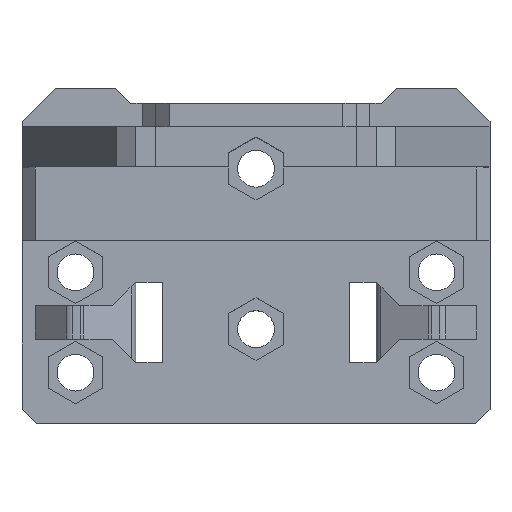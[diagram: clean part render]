
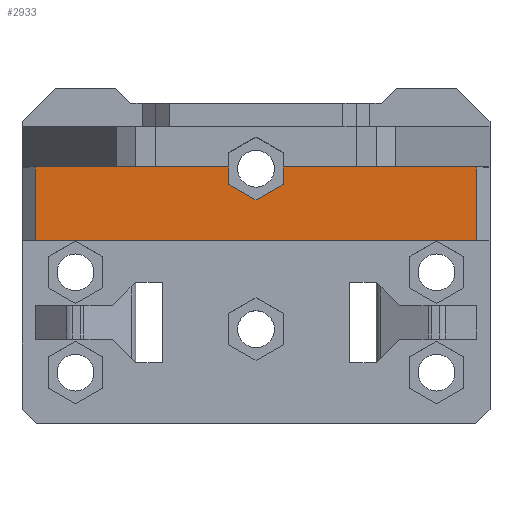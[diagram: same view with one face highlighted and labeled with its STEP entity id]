
A CAD part, top view. The second image highlights one B-rep face of the part: STEP entity #2933.
In plain terms, the highlighted planar face has unit normal (0, 0, 1).
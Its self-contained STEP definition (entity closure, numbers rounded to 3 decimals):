
#1472 = EDGE_CURVE('',#1473,#1475,#1477,.T.);
#1473 = VERTEX_POINT('',#1474);
#1474 = CARTESIAN_POINT('',(-33.,-22.75,7.75));
#1475 = VERTEX_POINT('',#1476);
#1476 = CARTESIAN_POINT('',(33.,-22.75,7.75));
#1477 = LINE('',#1478,#1479);
#1478 = CARTESIAN_POINT('',(-35.,-22.75,7.75));
#1479 = VECTOR('',#1480,1.);
#1480 = DIRECTION('',(1.,0.,0.));
#1529 = EDGE_CURVE('',#1475,#1530,#1532,.T.);
#1530 = VERTEX_POINT('',#1531);
#1531 = CARTESIAN_POINT('',(33.,-11.75,7.75));
#1532 = LINE('',#1533,#1534);
#1533 = CARTESIAN_POINT('',(33.,-22.75,7.75));
#1534 = VECTOR('',#1535,1.);
#1535 = DIRECTION('',(0.,1.,0.));
#1974 = EDGE_CURVE('',#1530,#1975,#1977,.T.);
#1975 = VERTEX_POINT('',#1976);
#1976 = CARTESIAN_POINT('',(4.05,-11.75,7.75));
#1977 = LINE('',#1978,#1979);
#1978 = CARTESIAN_POINT('',(35.,-11.75,7.75));
#1979 = VECTOR('',#1980,1.);
#1980 = DIRECTION('',(-1.,0.,0.));
#2211 = EDGE_CURVE('',#2212,#1975,#2214,.T.);
#2212 = VERTEX_POINT('',#2213);
#2213 = CARTESIAN_POINT('',(4.05,-14.338,7.75));
#2214 = LINE('',#2215,#2216);
#2215 = CARTESIAN_POINT('',(4.05,-15.794,7.75));
#2216 = VECTOR('',#2217,1.);
#2217 = DIRECTION('',(0.,1.,0.));
#2370 = VERTEX_POINT('',#2371);
#2371 = CARTESIAN_POINT('',(-4.05,-14.338,7.75));
#2377 = EDGE_CURVE('',#2378,#2370,#2380,.T.);
#2378 = VERTEX_POINT('',#2379);
#2379 = CARTESIAN_POINT('',(-4.05,-11.75,7.75));
#2380 = LINE('',#2381,#2382);
#2381 = CARTESIAN_POINT('',(-4.05,-13.456,7.75));
#2382 = VECTOR('',#2383,1.);
#2383 = DIRECTION('',(0.,-1.,0.));
#2933 = ADVANCED_FACE('',(#2934),#2969,.T.);
#2934 = FACE_BOUND('',#2935,.T.);
#2935 = EDGE_LOOP('',(#2936,#2944,#2950,#2951,#2952,#2953,#2954,#2962,
    #2968));
#2936 = ORIENTED_EDGE('',*,*,#2937,.T.);
#2937 = EDGE_CURVE('',#2378,#2938,#2940,.T.);
#2938 = VERTEX_POINT('',#2939);
#2939 = CARTESIAN_POINT('',(-33.,-11.75,7.75));
#2940 = LINE('',#2941,#2942);
#2941 = CARTESIAN_POINT('',(35.,-11.75,7.75));
#2942 = VECTOR('',#2943,1.);
#2943 = DIRECTION('',(-1.,0.,0.));
#2944 = ORIENTED_EDGE('',*,*,#2945,.T.);
#2945 = EDGE_CURVE('',#2938,#1473,#2946,.T.);
#2946 = LINE('',#2947,#2948);
#2947 = CARTESIAN_POINT('',(-33.,-11.75,7.75));
#2948 = VECTOR('',#2949,1.);
#2949 = DIRECTION('',(0.,-1.,0.));
#2950 = ORIENTED_EDGE('',*,*,#1472,.T.);
#2951 = ORIENTED_EDGE('',*,*,#1529,.T.);
#2952 = ORIENTED_EDGE('',*,*,#1974,.T.);
#2953 = ORIENTED_EDGE('',*,*,#2211,.F.);
#2954 = ORIENTED_EDGE('',*,*,#2955,.F.);
#2955 = EDGE_CURVE('',#2956,#2212,#2958,.T.);
#2956 = VERTEX_POINT('',#2957);
#2957 = CARTESIAN_POINT('',(0.,-16.677,7.75));
#2958 = LINE('',#2959,#2960);
#2959 = CARTESIAN_POINT('',(-0.124,-16.748,7.75));
#2960 = VECTOR('',#2961,1.);
#2961 = DIRECTION('',(0.866,0.5,0.));
#2962 = ORIENTED_EDGE('',*,*,#2963,.F.);
#2963 = EDGE_CURVE('',#2370,#2956,#2964,.T.);
#2964 = LINE('',#2965,#2966);
#2965 = CARTESIAN_POINT('',(-1.901,-15.579,7.75));
#2966 = VECTOR('',#2967,1.);
#2967 = DIRECTION('',(0.866,-0.5,0.));
#2968 = ORIENTED_EDGE('',*,*,#2377,.F.);
#2969 = PLANE('',#2970);
#2970 = AXIS2_PLACEMENT_3D('',#2971,#2972,#2973);
#2971 = CARTESIAN_POINT('',(0.,-17.25,7.75));
#2972 = DIRECTION('',(0.,0.,1.));
#2973 = DIRECTION('',(1.,0.,0.));
